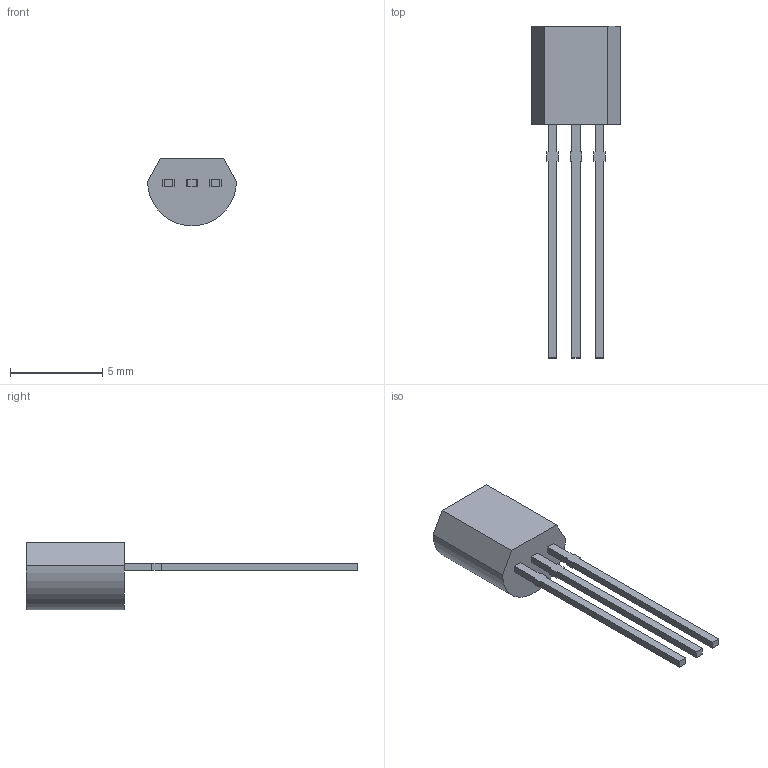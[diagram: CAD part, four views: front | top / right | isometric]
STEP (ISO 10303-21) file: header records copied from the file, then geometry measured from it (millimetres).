
FILE_DESCRIPTION (( 'STEP AP214' ), '1' );
FILE_NAME ('TL431CLP.STEP', '2024-03-14T11:37:19', ( 'LENOVO' ), ( '' ), 'SwSTEP 2.0', 'SolidWorks 2021', '' );
FILE_SCHEMA (( 'AUTOMOTIVE_DESIGN' ));
Length unit declared in the file: millimetre
Products named in the file (2): TL431CLP; TL431CLP_TL431CLP
Assembly tree (1 placements, depth 2):
  TL431CLP
    TL431CLP_TL431CLP
Bounding box: 4.83 x 18.04 x 3.68 mm (x, y, z)
Volume: 83.8 mm3; surface area: 170 mm2
Topology: 4 solids, 4 shells, 49 faces, 123 edges, 82 vertices
Faces by surface type: plane 47, cylinder 2
Entity records: 1534 total; most frequent: CARTESIAN_POINT 258, ORIENTED_EDGE 246, DIRECTION 233, EDGE_CURVE 123, LINE 119, VECTOR 119, VERTEX_POINT 82, AXIS2_PLACEMENT_3D 57
